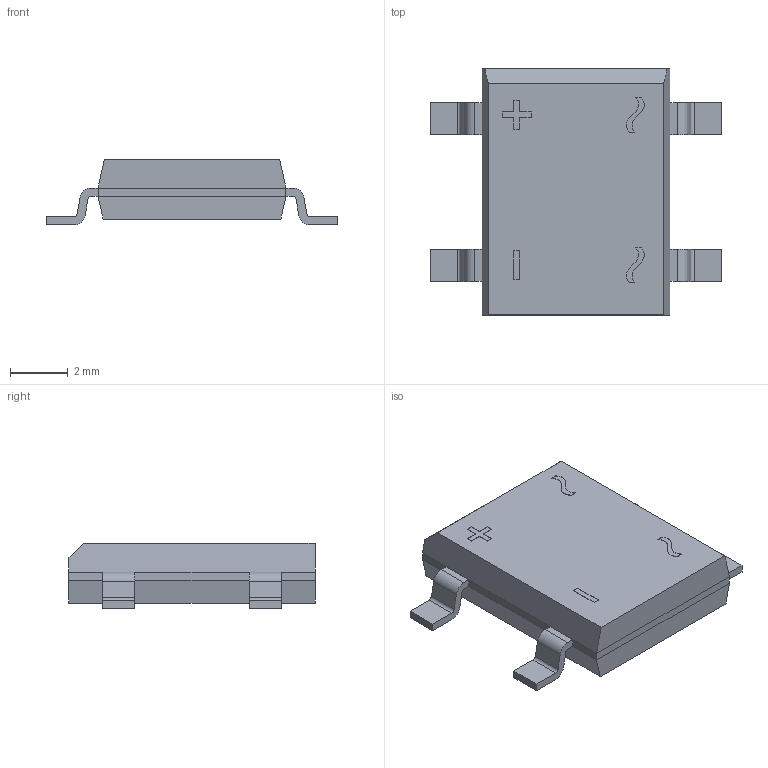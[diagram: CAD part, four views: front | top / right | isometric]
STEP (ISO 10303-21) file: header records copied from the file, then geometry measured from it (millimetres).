
FILE_DESCRIPTION((''),'2;1');
FILE_NAME('VISHAY_DFS LOW PROFILE.stp','2014-10-20T16:16:57',(''),(''),'Mechanical Desktop 2011','Mechanical Desktop 2011',', , ');
FILE_SCHEMA(('AUTOMOTIVE_DESIGN { 1 2 10303 214 1 1 1 1 }'));
Length unit declared in the file: millimetre
Products named in the file (1): Product
Bounding box: 10.05 x 8.51 x 2.28 mm (x, y, z)
Volume: 113.6 mm3; surface area: 417.4 mm2
Topology: 11 solids, 11 shells, 165 faces, 429 edges, 286 vertices
Faces by surface type: plane 119, bspline 38, cylinder 8
Entity records: 5128 total; most frequent: CARTESIAN_POINT 1107, ORIENTED_EDGE 858, DIRECTION 717, EDGE_CURVE 429, VECTOR 397, LINE 397, VERTEX_POINT 286, EDGE_LOOP 165
